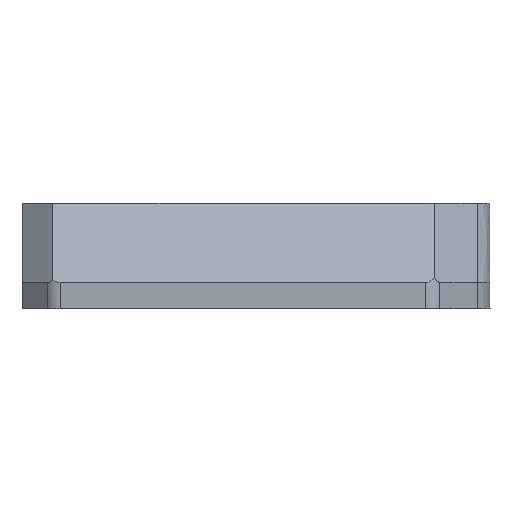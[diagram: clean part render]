
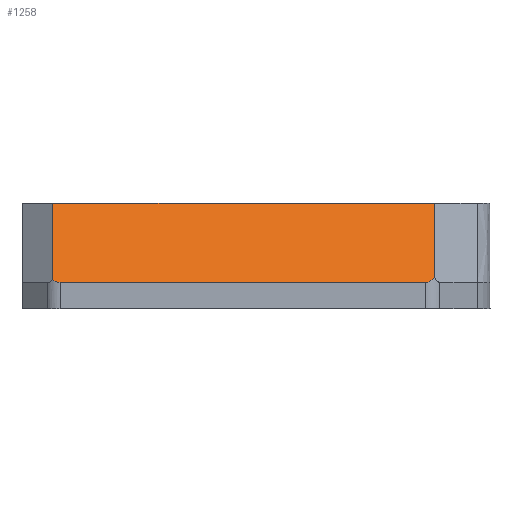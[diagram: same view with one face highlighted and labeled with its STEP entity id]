
A CAD part, left-side view. The second image highlights one B-rep face of the part: STEP entity #1258.
In plain terms, the highlighted planar face has unit normal (-0.866, 0, 0.5).
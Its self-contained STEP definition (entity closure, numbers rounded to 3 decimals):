
#86=FACE_OUTER_BOUND('',#153,.T.);
#153=EDGE_LOOP('',(#867,#868,#869,#870,#871,#872));
#225=ELLIPSE('',#1341,4.,2.);
#227=ELLIPSE('',#1345,4.,2.);
#273=LINE('',#1898,#408);
#274=LINE('',#1900,#409);
#275=LINE('',#1902,#410);
#276=LINE('',#1905,#411);
#408=VECTOR('',#1507,10.);
#409=VECTOR('',#1508,10.);
#410=VECTOR('',#1509,10.);
#411=VECTOR('',#1512,10.);
#539=VERTEX_POINT('',#1886);
#540=VERTEX_POINT('',#1887);
#544=VERTEX_POINT('',#1897);
#545=VERTEX_POINT('',#1899);
#546=VERTEX_POINT('',#1901);
#547=VERTEX_POINT('',#1903);
#667=EDGE_CURVE('',#539,#540,#225,.T.);
#672=EDGE_CURVE('',#539,#544,#273,.F.);
#673=EDGE_CURVE('',#544,#545,#274,.T.);
#674=EDGE_CURVE('',#545,#546,#275,.F.);
#675=EDGE_CURVE('',#547,#546,#227,.T.);
#676=EDGE_CURVE('',#547,#540,#276,.F.);
#867=ORIENTED_EDGE('',*,*,#667,.F.);
#868=ORIENTED_EDGE('',*,*,#672,.T.);
#869=ORIENTED_EDGE('',*,*,#673,.T.);
#870=ORIENTED_EDGE('',*,*,#674,.T.);
#871=ORIENTED_EDGE('',*,*,#675,.F.);
#872=ORIENTED_EDGE('',*,*,#676,.T.);
#1212=PLANE('',#1344);
#1258=ADVANCED_FACE('',(#86),#1212,.T.);
#1341=AXIS2_PLACEMENT_3D('',#1888,#1497,#1498);
#1344=AXIS2_PLACEMENT_3D('',#1896,#1505,#1506);
#1345=AXIS2_PLACEMENT_3D('',#1904,#1510,#1511);
#1497=DIRECTION('center_axis',(0.866,0.,-0.5));
#1498=DIRECTION('ref_axis',(-0.5,0.,-0.866));
#1505=DIRECTION('center_axis',(-0.866,0.,0.5));
#1506=DIRECTION('ref_axis',(0.5,0.,0.866));
#1507=DIRECTION('',(-0.5,0.,-0.866));
#1508=DIRECTION('',(0.,1.,0.));
#1509=DIRECTION('',(0.5,0.,0.866));
#1510=DIRECTION('center_axis',(0.866,0.,-0.5));
#1511=DIRECTION('ref_axis',(-0.5,0.,-0.866));
#1512=DIRECTION('',(0.,1.,0.));
#1886=CARTESIAN_POINT('',(-22.404,-65.416,-37.458));
#1887=CARTESIAN_POINT('',(-22.696,-64.375,-37.964));
#1888=CARTESIAN_POINT('Origin',(-20.696,-64.375,-34.5));
#1896=CARTESIAN_POINT('Origin',(-19.778,-63.148,-32.909));
#1897=CARTESIAN_POINT('',(-17.5,-65.416,-28.965));
#1898=CARTESIAN_POINT('',(-18.514,-65.416,-30.72));
#1899=CARTESIAN_POINT('',(-17.5,-22.,-28.965));
#1900=CARTESIAN_POINT('',(-17.5,-62.226,-28.965));
#1901=CARTESIAN_POINT('',(-22.516,-22.,-37.653));
#1902=CARTESIAN_POINT('',(-18.201,-22.,-30.179));
#1903=CARTESIAN_POINT('',(-22.696,-22.828,-37.964));
#1904=CARTESIAN_POINT('Origin',(-20.696,-22.828,-34.5));
#1905=CARTESIAN_POINT('',(-22.696,-64.069,-37.964));
